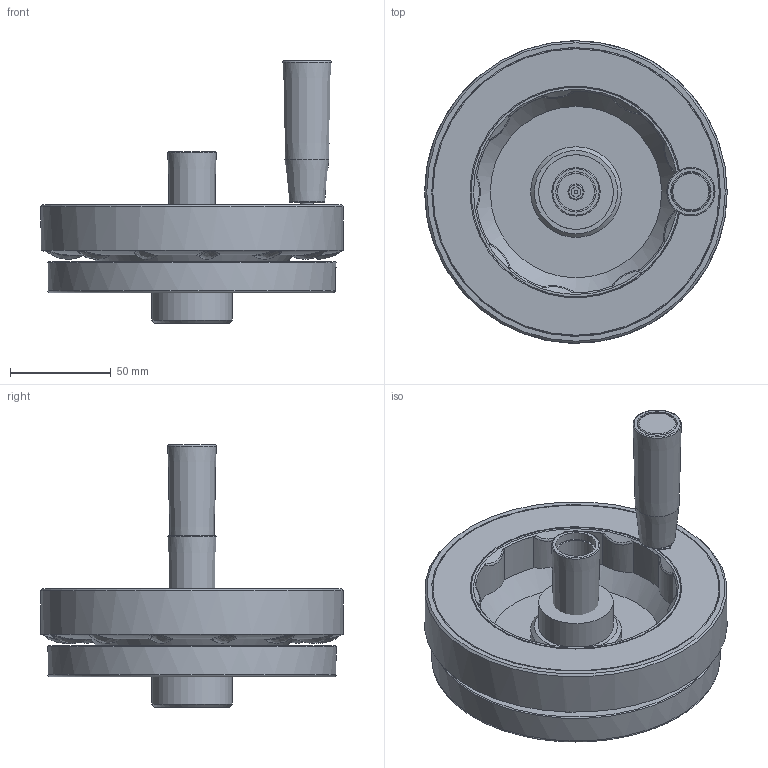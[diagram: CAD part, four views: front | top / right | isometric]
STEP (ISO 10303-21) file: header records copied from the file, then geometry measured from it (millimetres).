
FILE_DESCRIPTION( ( 'Unknown' ), '1' );
FILE_NAME( '6369015_PDA150-MEP.stp', 'Unknown', ( 'Unknown' ), ( 'Unknown' ), 'XStep 1.0', 'Unknown', ' ' );
FILE_SCHEMA( ( 'CONFIG_CONTROL_DESIGN' ) );
Length unit declared in the file: millimetre
Products named in the file (9): Assem1; 6369015; 1839507; 1801078; 1831160; 1833053; 1831035; 8900184; 1839401
Bounding box: 150 x 150 x 129.98 mm (x, y, z)
Volume: 451540.2 mm3; surface area: 276179.7 mm2
Topology: 16 solids, 16 shells, 1242 faces, 3298 edges, 2112 vertices
Faces by surface type: plane 774, cylinder 190, bspline 170, cone 70, torus 38
Full cylindrical faces by diameter (mm): 1.607 x2, 6 x2, 6.5 x2, 6.6 x2, 6.71 x2, 6.8 x2, 7.9 x2, 8 x2, 10 x4, 11 x4, 15.421 x2, 18.404 x2, 19 x2, 20 x2, 37 x4, 40 x2, 42 x4, 45 x2, 46.12 x2, 143 x2, 143.1 x2, 150 x2
Entity records: 32965 total; most frequent: CARTESIAN_POINT 17958, ORIENTED_EDGE 3154, DIRECTION 2818, EDGE_CURVE 1577, VERTEX_POINT 1037, AXIS2_PLACEMENT_3D 963, LINE 892, VECTOR 892
